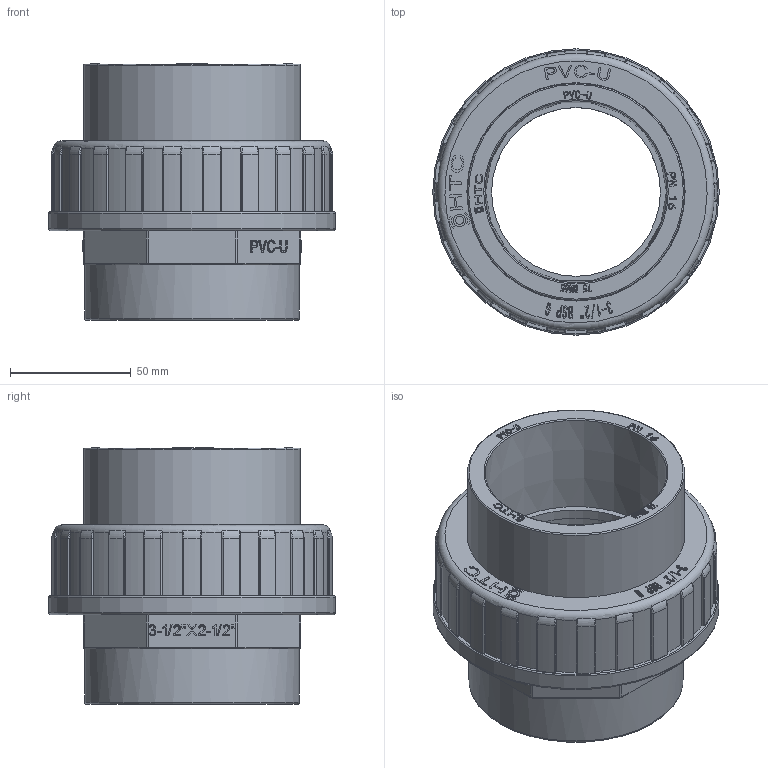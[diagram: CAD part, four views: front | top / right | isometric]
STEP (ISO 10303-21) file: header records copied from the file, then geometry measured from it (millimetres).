
FILE_DESCRIPTION(/* description */ (''),/* implementation_level */ '2;1');
FILE_NAME(/* name */ '75V型活接内螺主体+插口内套.stp',/* time_stamp */ '2025-08-05T10:28:36+08:00',/* author */ (''),/* organization */ (''),/* preprocessor_version */ 'ST-DEVELOPER v16.7',/* originating_system */ 'SIEMENS PLM Software NX 12.0',/* authorisation */ '');
FILE_SCHEMA (('AUTOMOTIVE_DESIGN { 1 0 10303 214 3 1 1 1 }'));
Length unit declared in the file: millimetre
Products named in the file (1): Admi24B43260hv2j
Bounding box: 118.7 x 118.7 x 106.45 mm (x, y, z)
Volume: 379643.9 mm3; surface area: 126683.2 mm2
Topology: 4 solids, 4 shells, 2147 faces, 6054 edges, 4012 vertices
Faces by surface type: plane 1659, extrusion 219, cylinder 175, bspline 51, torus 42, cone 1
Full cylindrical faces by diameter (mm): 1.56 x1, 2.34 x1, 2.486 x1, 3.315 x1, 3.32 x1, 4.98 x1, 70 x2, 75.184 x13, 80 x3, 89 x1, 90 x3, 90.5 x1, 96 x1, 97.372 x9, 100.73 x13, 118.7 x1
Entity records: 93465 total; most frequent: CARTESIAN_POINT 46162, ORIENTED_EDGE 11808, DIRECTION 6475, EDGE_CURVE 5904, VERTEX_POINT 3931, B_SPLINE_CURVE_WITH_KNOTS 3876, EDGE_LOOP 2253, AXIS2_PLACEMENT_3D 2165
